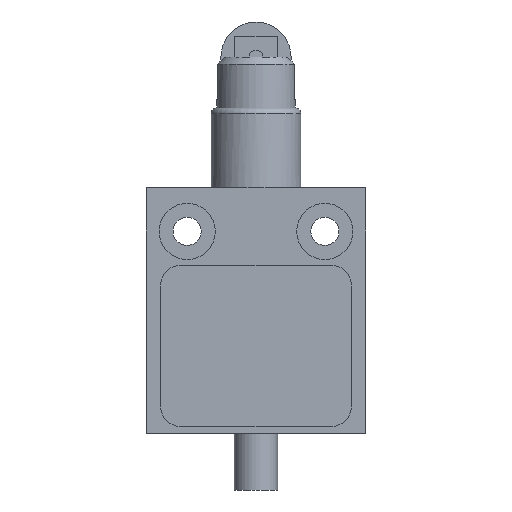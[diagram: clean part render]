
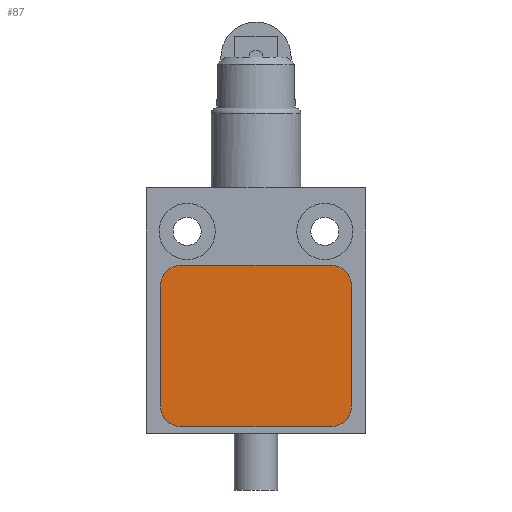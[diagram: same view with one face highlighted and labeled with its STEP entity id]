
A CAD part, front view. The second image highlights one B-rep face of the part: STEP entity #87.
In plain terms, the highlighted planar face has unit normal (0, -1, 0).
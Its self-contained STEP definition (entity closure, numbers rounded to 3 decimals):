
#87=ADVANCED_FACE('FACE2',(#226),#227,.T.);
#226=FACE_OUTER_BOUND('',#422,.T.);
#227=PLANE('',#423);
#422=EDGE_LOOP('',(#615,#616,#617,#618,#619,#620,#621,#622));
#423=AXIS2_PLACEMENT_3D('',#623,#624,#625);
#615=ORIENTED_EDGE('',*,*,#1165,.T.);
#616=ORIENTED_EDGE('',*,*,#1166,.T.);
#617=ORIENTED_EDGE('',*,*,#1167,.T.);
#618=ORIENTED_EDGE('',*,*,#1168,.T.);
#619=ORIENTED_EDGE('',*,*,#1169,.T.);
#620=ORIENTED_EDGE('',*,*,#1170,.T.);
#621=ORIENTED_EDGE('',*,*,#1171,.T.);
#622=ORIENTED_EDGE('',*,*,#1172,.T.);
#623=CARTESIAN_POINT('',(0.,-7.62,15.875));
#624=DIRECTION('',(0.0,-1.0,0.));
#625=DIRECTION('',(-1.0,0.0,0.0));
#1165=EDGE_CURVE('EDGE3',#1384,#1385,#1386,.T.);
#1166=EDGE_CURVE('EDGE4',#1385,#1387,#1388,.T.);
#1167=EDGE_CURVE('EDGE5',#1387,#1389,#1390,.T.);
#1168=EDGE_CURVE('EDGE6',#1389,#1391,#1392,.T.);
#1169=EDGE_CURVE('EDGE7',#1391,#1393,#1394,.T.);
#1170=EDGE_CURVE('EDGE8',#1393,#1395,#1396,.T.);
#1171=EDGE_CURVE('EDGE9',#1395,#1397,#1398,.T.);
#1172=EDGE_CURVE('EDGE10',#1397,#1384,#1399,.T.);
#1384=VERTEX_POINT('VERTEX3',#1701);
#1385=VERTEX_POINT('VERTEX4',#1702);
#1386=CIRCLE('',#1703,3.81);
#1387=VERTEX_POINT('VERTEX5',#1704);
#1388=LINE('',#1705,#1706);
#1389=VERTEX_POINT('VERTEX6',#1707);
#1390=CIRCLE('',#1708,3.81);
#1391=VERTEX_POINT('VERTEX7',#1709);
#1392=LINE('',#1710,#1711);
#1393=VERTEX_POINT('VERTEX8',#1712);
#1394=CIRCLE('',#1713,3.81);
#1395=VERTEX_POINT('VERTEX9',#1714);
#1396=LINE('',#1715,#1716);
#1397=VERTEX_POINT('VERTEX10',#1717);
#1398=CIRCLE('',#1718,3.81);
#1399=LINE('',#1719,#1720);
#1701=CARTESIAN_POINT('',(13.462,-7.62,1.27));
#1702=CARTESIAN_POINT('',(17.272,-7.62,5.08));
#1703=AXIS2_PLACEMENT_3D('',#2178,#2179,#2180);
#1704=CARTESIAN_POINT('',(17.272,-7.62,26.67));
#1705=CARTESIAN_POINT('',(17.272,-7.62,5.08));
#1706=VECTOR('',#2181,25.4);
#1707=CARTESIAN_POINT('',(13.462,-7.62,30.48));
#1708=AXIS2_PLACEMENT_3D('',#2182,#2183,#2184);
#1709=CARTESIAN_POINT('',(-13.462,-7.62,30.48));
#1710=CARTESIAN_POINT('',(13.462,-7.62,30.48));
#1711=VECTOR('',#2185,25.4);
#1712=CARTESIAN_POINT('',(-17.272,-7.62,26.67));
#1713=AXIS2_PLACEMENT_3D('',#2186,#2187,#2188);
#1714=CARTESIAN_POINT('',(-17.272,-7.62,5.08));
#1715=CARTESIAN_POINT('',(-17.272,-7.62,26.67));
#1716=VECTOR('',#2189,25.4);
#1717=CARTESIAN_POINT('',(-13.462,-7.62,1.27));
#1718=AXIS2_PLACEMENT_3D('',#2190,#2191,#2192);
#1719=CARTESIAN_POINT('',(0.0,-7.62,1.27));
#1720=VECTOR('',#2193,25.4);
#2178=CARTESIAN_POINT('',(13.462,-7.62,5.08));
#2179=DIRECTION('',(0.,-1.0,0.));
#2180=DIRECTION('',(0.,0.,-1.0));
#2181=DIRECTION('',(0.0,0.,1.0));
#2182=CARTESIAN_POINT('',(13.462,-7.62,26.67));
#2183=DIRECTION('',(0.,-1.0,0.));
#2184=DIRECTION('',(1.0,0.,0.));
#2185=DIRECTION('',(-1.0,0.,0.));
#2186=CARTESIAN_POINT('',(-13.462,-7.62,26.67));
#2187=DIRECTION('',(0.0,-1.0,0.));
#2188=DIRECTION('',(0.,0.,1.0));
#2189=DIRECTION('',(0.,0.,-1.0));
#2190=CARTESIAN_POINT('',(-13.462,-7.62,5.08));
#2191=DIRECTION('',(0.,-1.0,0.));
#2192=DIRECTION('',(-1.0,0.,0.));
#2193=DIRECTION('',(1.0,0.0,0.0));
